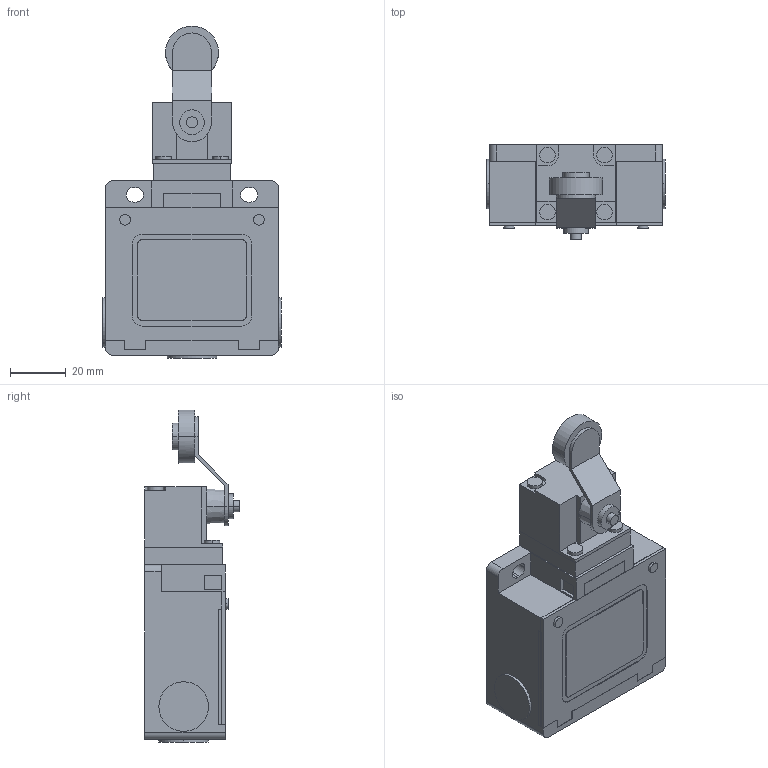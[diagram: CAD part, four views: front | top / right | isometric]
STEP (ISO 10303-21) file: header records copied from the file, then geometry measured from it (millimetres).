
FILE_DESCRIPTION(('starvars output'),'2;1');
FILE_NAME('cv20200406040555000009238.stp','04:05:55 2020/04/06',( 'Thomas Industrial Network Germany GmbH'),( 'Thomas Industrial Network Germany GmbH'),'unknown preprocess','ACIS' ,'unknown authorization');
FILE_SCHEMA(('AUTOMOTIVE_DESIGN_CC2 {UNKNOWN IMPLEMENTATION LEVEL}'));
Length unit declared in the file: millimetre
Products named in the file (1): PRODUCT_ID_1
Bounding box: 64 x 34 x 119 mm (x, y, z)
Volume: 126530.1 mm3; surface area: 20831.1 mm2
Topology: 1 solids, 1 shells, 182 faces, 463 edges, 304 vertices
Faces by surface type: plane 126, cylinder 54, cone 2
Entity records: 6506 total; most frequent: ORIENTED_EDGE 926, CARTESIAN_POINT 840, DIRECTION 758, EDGE_CURVE 463, VECTOR 314, LINE 314, VERTEX_POINT 304, AXIS2_PLACEMENT_3D 222
